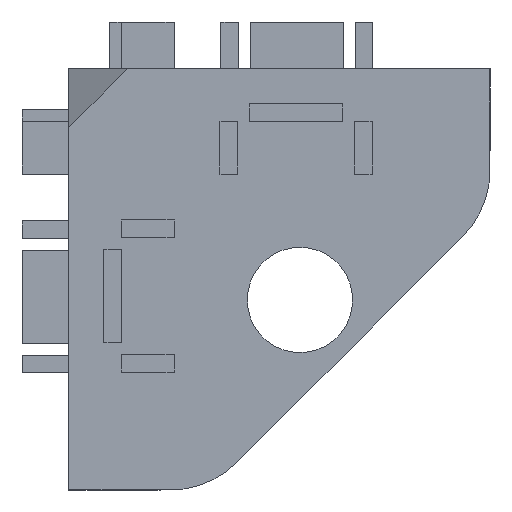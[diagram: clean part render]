
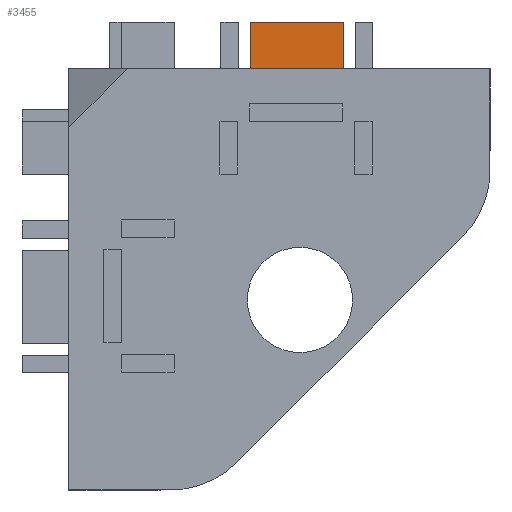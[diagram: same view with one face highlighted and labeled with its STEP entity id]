
A CAD part, front view. The second image highlights one B-rep face of the part: STEP entity #3455.
In plain terms, the highlighted planar face has unit normal (0, -1, 0).
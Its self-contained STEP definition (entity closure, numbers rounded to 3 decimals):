
#44 = PLANE ( 'NONE',  #2113 ) ;
#263 = LINE ( 'NONE', #1121, #3466 ) ;
#323 = ORIENTED_EDGE ( 'NONE', *, *, #3341, .T. ) ;
#329 = CARTESIAN_POINT ( 'NONE',  ( 23.5, 0., 4. ) ) ;
#510 = LINE ( 'NONE', #2130, #549 ) ;
#549 = VECTOR ( 'NONE', #3567, 1000. ) ;
#769 = EDGE_LOOP ( 'NONE', ( #1695, #790, #1381, #323 ) ) ;
#790 = ORIENTED_EDGE ( 'NONE', *, *, #1617, .F. ) ;
#1030 = VECTOR ( 'NONE', #1405, 1000. ) ;
#1077 = FACE_OUTER_BOUND ( 'NONE', #769, .T. ) ;
#1121 = CARTESIAN_POINT ( 'NONE',  ( 15.5, 0., 4. ) ) ;
#1132 = DIRECTION ( 'NONE',  ( 1., 0., 0. ) ) ;
#1381 = ORIENTED_EDGE ( 'NONE', *, *, #1484, .F. ) ;
#1386 = LINE ( 'NONE', #1922, #1030 ) ;
#1395 = DIRECTION ( 'NONE',  ( 0., 0., -1. ) ) ;
#1405 = DIRECTION ( 'NONE',  ( 1., 0., 0. ) ) ;
#1484 = EDGE_CURVE ( 'NONE', #1693, #2081, #1386, .T. ) ;
#1617 = EDGE_CURVE ( 'NONE', #2081, #2693, #510, .T. ) ;
#1627 = DIRECTION ( 'NONE',  ( 0., 1., 0. ) ) ;
#1693 = VERTEX_POINT ( 'NONE', #2491 ) ;
#1695 = ORIENTED_EDGE ( 'NONE', *, *, #2661, .T. ) ;
#1766 = VERTEX_POINT ( 'NONE', #3539 ) ;
#1922 = CARTESIAN_POINT ( 'NONE',  ( 15.5, 0., 4. ) ) ;
#2081 = VERTEX_POINT ( 'NONE', #329 ) ;
#2113 = AXIS2_PLACEMENT_3D ( 'NONE', #2185, #1627, #2254 ) ;
#2130 = CARTESIAN_POINT ( 'NONE',  ( 23.5, 0., 4. ) ) ;
#2185 = CARTESIAN_POINT ( 'NONE',  ( 15.5, 0., 4. ) ) ;
#2254 = DIRECTION ( 'NONE',  ( 0., 0., 1. ) ) ;
#2317 = CARTESIAN_POINT ( 'NONE',  ( 23.5, 0., 0. ) ) ;
#2431 = VECTOR ( 'NONE', #1132, 1000. ) ;
#2491 = CARTESIAN_POINT ( 'NONE',  ( 15.5, 0., 4. ) ) ;
#2661 = EDGE_CURVE ( 'NONE', #1766, #2693, #3106, .T. ) ;
#2693 = VERTEX_POINT ( 'NONE', #2317 ) ;
#3106 = LINE ( 'NONE', #3412, #2431 ) ;
#3341 = EDGE_CURVE ( 'NONE', #1693, #1766, #263, .T. ) ;
#3412 = CARTESIAN_POINT ( 'NONE',  ( 15.5, 0., 0. ) ) ;
#3455 = ADVANCED_FACE ( 'NONE', ( #1077 ), #44, .F. ) ;
#3466 = VECTOR ( 'NONE', #1395, 1000. ) ;
#3539 = CARTESIAN_POINT ( 'NONE',  ( 15.5, 0., 0. ) ) ;
#3567 = DIRECTION ( 'NONE',  ( 0., 0., -1. ) ) ;
